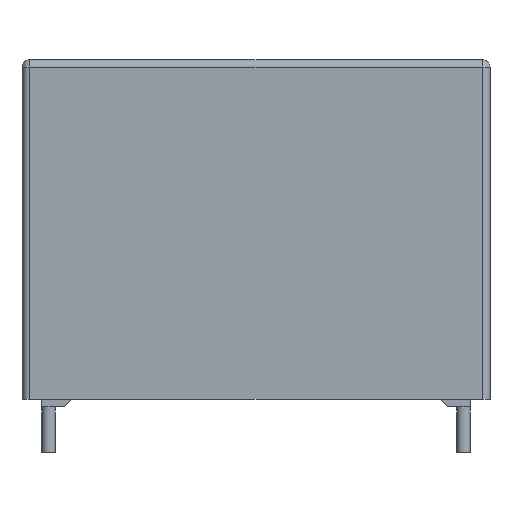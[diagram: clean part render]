
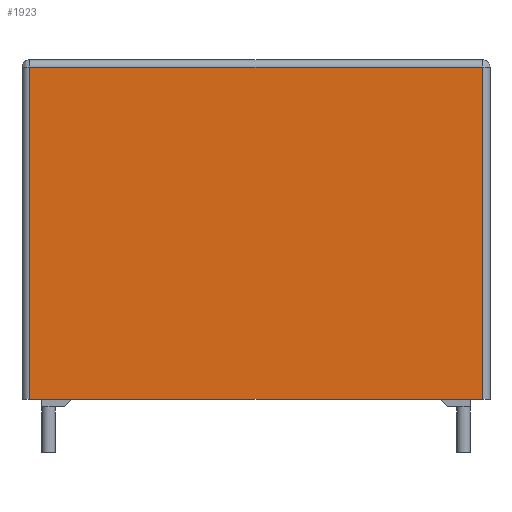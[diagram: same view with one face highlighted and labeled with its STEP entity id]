
A CAD part, front view. The second image highlights one B-rep face of the part: STEP entity #1923.
In plain terms, the highlighted planar face has unit normal (0, -1, 0).
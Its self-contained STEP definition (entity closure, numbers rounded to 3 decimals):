
#10 = CARTESIAN_POINT ( 'NONE',  ( 0.5, 0., 0.5 ) ) ;
#64 = FACE_OUTER_BOUND ( 'NONE', #1958, .T. ) ;
#85 = LINE ( 'NONE', #2030, #565 ) ;
#184 = DIRECTION ( 'NONE',  ( -1., 0., 0. ) ) ;
#225 = DIRECTION ( 'NONE',  ( 0., 0., 1. ) ) ;
#386 = DIRECTION ( 'NONE',  ( 0., 0., -1. ) ) ;
#544 = VERTEX_POINT ( 'NONE', #2076 ) ;
#565 = VECTOR ( 'NONE', #184, 1000. ) ;
#572 = DIRECTION ( 'NONE',  ( 1., 0., 0. ) ) ;
#591 = CARTESIAN_POINT ( 'NONE',  ( 30.5, 0., 0.5 ) ) ;
#601 = AXIS2_PLACEMENT_3D ( 'NONE', #774, #2215, #976 ) ;
#611 = VECTOR ( 'NONE', #572, 1000. ) ;
#628 = LINE ( 'NONE', #591, #2143 ) ;
#634 = VERTEX_POINT ( 'NONE', #1992 ) ;
#747 = ORIENTED_EDGE ( 'NONE', *, *, #2195, .F. ) ;
#774 = CARTESIAN_POINT ( 'NONE',  ( 0., 0., 0.5 ) ) ;
#885 = ORIENTED_EDGE ( 'NONE', *, *, #1561, .F. ) ;
#902 = VERTEX_POINT ( 'NONE', #1419 ) ;
#976 = DIRECTION ( 'NONE',  ( 0., 0., 1. ) ) ;
#1083 = VECTOR ( 'NONE', #225, 1000. ) ;
#1196 = CARTESIAN_POINT ( 'NONE',  ( 0., 0., 22.5 ) ) ;
#1419 = CARTESIAN_POINT ( 'NONE',  ( 0.5, 0., 0.5 ) ) ;
#1500 = ORIENTED_EDGE ( 'NONE', *, *, #2125, .F. ) ;
#1561 = EDGE_CURVE ( 'NONE', #2311, #544, #2250, .T. ) ;
#1882 = CARTESIAN_POINT ( 'NONE',  ( 0.5, 0., 22.5 ) ) ;
#1923 = ADVANCED_FACE ( 'NONE', ( #64 ), #2007, .F. ) ;
#1945 = ORIENTED_EDGE ( 'NONE', *, *, #2219, .F. ) ;
#1958 = EDGE_LOOP ( 'NONE', ( #885, #1500, #747, #1945 ) ) ;
#1992 = CARTESIAN_POINT ( 'NONE',  ( 30.5, 0., 0.5 ) ) ;
#2007 = PLANE ( 'NONE',  #601 ) ;
#2030 = CARTESIAN_POINT ( 'NONE',  ( 0., 0., 0.5 ) ) ;
#2076 = CARTESIAN_POINT ( 'NONE',  ( 30.5, 0., 22.5 ) ) ;
#2125 = EDGE_CURVE ( 'NONE', #902, #2311, #2186, .T. ) ;
#2143 = VECTOR ( 'NONE', #386, 1000. ) ;
#2186 = LINE ( 'NONE', #10, #1083 ) ;
#2195 = EDGE_CURVE ( 'NONE', #634, #902, #85, .T. ) ;
#2215 = DIRECTION ( 'NONE',  ( 0., 1., 0. ) ) ;
#2219 = EDGE_CURVE ( 'NONE', #544, #634, #628, .T. ) ;
#2250 = LINE ( 'NONE', #1196, #611 ) ;
#2311 = VERTEX_POINT ( 'NONE', #1882 ) ;
